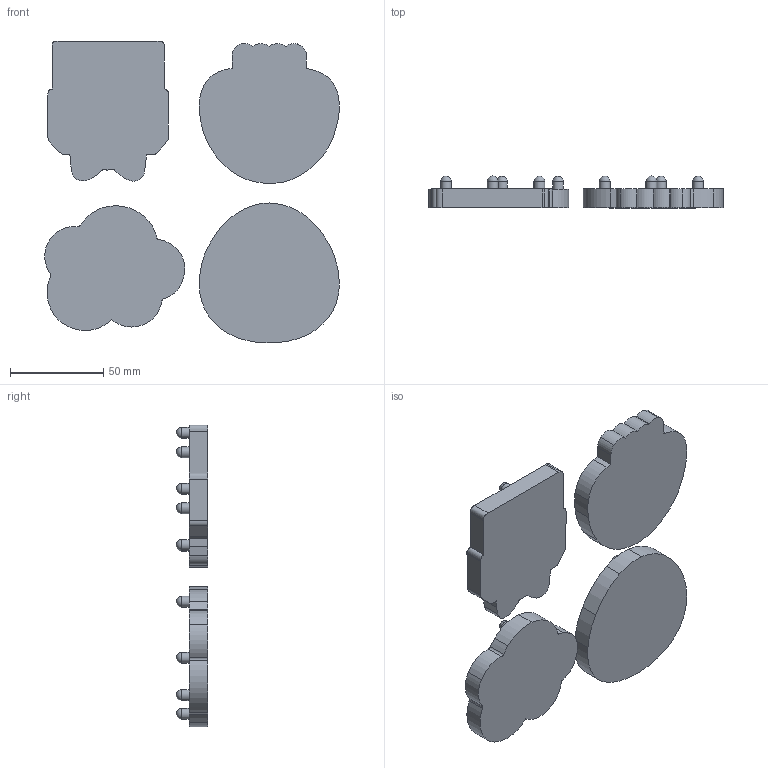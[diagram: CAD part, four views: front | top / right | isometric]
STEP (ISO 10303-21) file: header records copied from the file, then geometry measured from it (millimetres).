
FILE_DESCRIPTION(/* description */ (''),/* implementation_level */ '2;1');
FILE_NAME(/* name */ 'Emojis v5.step',/* time_stamp */ '2024-01-10T20:19:38+01:00',/* author */ (''),/* organization */ (''),/* preprocessor_version */ 'ST-DEVELOPER v20',/* originating_system */ 'Autodesk Translation Framework v12.14.0.127',/* authorisation */ '');
FILE_SCHEMA (('AUTOMOTIVE_DESIGN { 1 0 10303 214 3 1 1 }'));
Length unit declared in the file: millimetre
Products named in the file (1): Emojis
Bounding box: 157.74 x 16.92 x 161.7 mm (x, y, z)
Volume: 62683.1 mm3; surface area: 83556 mm2
Topology: 4 solids, 8 shells, 261 faces, 714 edges, 477 vertices
Faces by surface type: bspline 154, cylinder 40, plane 35, sphere 32
Full cylindrical faces by diameter (mm): 2.8 x16, 5.8 x16, 25 x4, 28 x4
Entity records: 10125 total; most frequent: CARTESIAN_POINT 4812, ORIENTED_EDGE 1364, DIRECTION 706, EDGE_CURVE 682, VERTEX_POINT 477, EDGE_LOOP 301, FACE_OUTER_BOUND 261, ADVANCED_FACE 261
